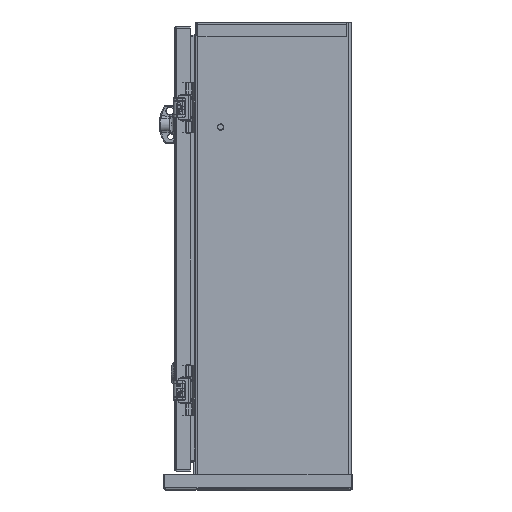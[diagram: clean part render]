
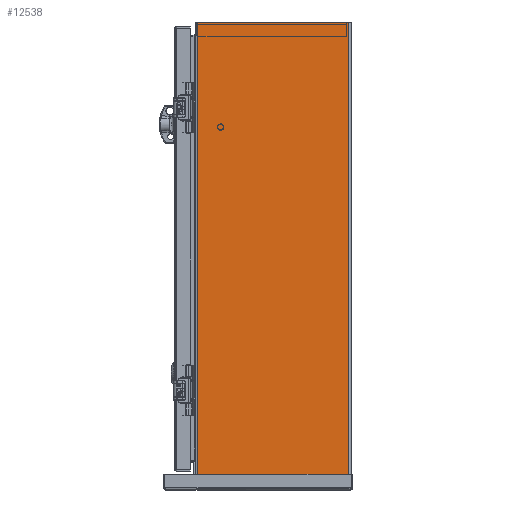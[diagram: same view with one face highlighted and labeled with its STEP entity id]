
A CAD part, left-side view. The second image highlights one B-rep face of the part: STEP entity #12538.
In plain terms, the highlighted planar face has unit normal (-1, 0, 0).
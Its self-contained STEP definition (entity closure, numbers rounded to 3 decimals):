
#5357 = LINE ( 'NONE', #21954, #55525 ) ;
#5581 = LINE ( 'NONE', #42783, #18064 ) ;
#5867 = CARTESIAN_POINT ( 'NONE',  ( -12., 7.888, -23.94 ) ) ;
#9466 = ORIENTED_EDGE ( 'NONE', *, *, #76534, .F. ) ;
#12538 = ADVANCED_FACE ( 'NONE', ( #66769 ), #30978, .T. ) ;
#14846 = EDGE_CURVE ( 'NONE', #46955, #64593, #64651, .T. ) ;
#18064 = VECTOR ( 'NONE', #50613, 39.37 ) ;
#19173 = ORIENTED_EDGE ( 'NONE', *, *, #58944, .T. ) ;
#20995 = DIRECTION ( 'NONE',  ( 0., 1., 0. ) ) ;
#21954 = CARTESIAN_POINT ( 'NONE',  ( -12., 7.888, 0. ) ) ;
#23781 = LINE ( 'NONE', #89908, #92256 ) ;
#27312 = VECTOR ( 'NONE', #35713, 39.37 ) ;
#29521 = DIRECTION ( 'NONE',  ( -1., 0., 0. ) ) ;
#30978 = PLANE ( 'NONE',  #37778 ) ;
#31032 = CARTESIAN_POINT ( 'NONE',  ( -12., 7.888, 0. ) ) ;
#32780 = CARTESIAN_POINT ( 'NONE',  ( -12., 7.888, -23.94 ) ) ;
#33739 = CARTESIAN_POINT ( 'NONE',  ( -12., 0.127, 0. ) ) ;
#35713 = DIRECTION ( 'NONE',  ( 0., -1., 0. ) ) ;
#37778 = AXIS2_PLACEMENT_3D ( 'NONE', #96658, #29521, #89296 ) ;
#42783 = CARTESIAN_POINT ( 'NONE',  ( -12., 0.127, 0. ) ) ;
#45167 = VERTEX_POINT ( 'NONE', #33739 ) ;
#45341 = DIRECTION ( 'NONE',  ( 0., 0., -1. ) ) ;
#46955 = VERTEX_POINT ( 'NONE', #32780 ) ;
#50613 = DIRECTION ( 'NONE',  ( 0., 0., -1. ) ) ;
#55525 = VECTOR ( 'NONE', #20995, 39.37 ) ;
#58944 = EDGE_CURVE ( 'NONE', #91347, #46955, #23781, .T. ) ;
#62341 = EDGE_LOOP ( 'NONE', ( #9466, #82632, #19173, #90110 ) ) ;
#64593 = VERTEX_POINT ( 'NONE', #83740 ) ;
#64651 = LINE ( 'NONE', #5867, #27312 ) ;
#66769 = FACE_OUTER_BOUND ( 'NONE', #62341, .T. ) ;
#76534 = EDGE_CURVE ( 'NONE', #45167, #64593, #5581, .T. ) ;
#78559 = EDGE_CURVE ( 'NONE', #45167, #91347, #5357, .T. ) ;
#82632 = ORIENTED_EDGE ( 'NONE', *, *, #78559, .T. ) ;
#83740 = CARTESIAN_POINT ( 'NONE',  ( -12., 0.127, -23.94 ) ) ;
#89296 = DIRECTION ( 'NONE',  ( 0., 0., 1. ) ) ;
#89908 = CARTESIAN_POINT ( 'NONE',  ( -12., 7.888, 0. ) ) ;
#90110 = ORIENTED_EDGE ( 'NONE', *, *, #14846, .T. ) ;
#91347 = VERTEX_POINT ( 'NONE', #31032 ) ;
#92256 = VECTOR ( 'NONE', #45341, 39.37 ) ;
#96658 = CARTESIAN_POINT ( 'NONE',  ( -12., 7.888, 0. ) ) ;
